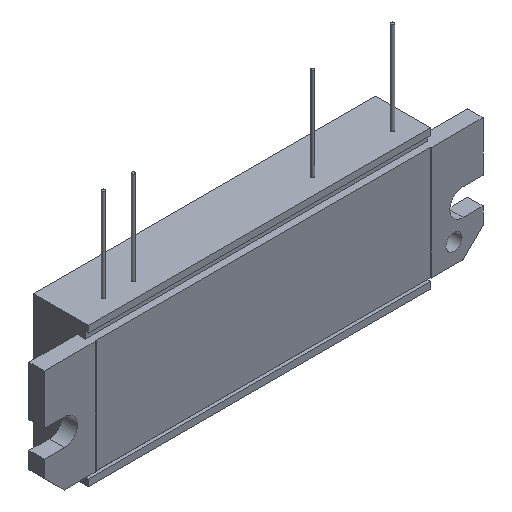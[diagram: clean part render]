
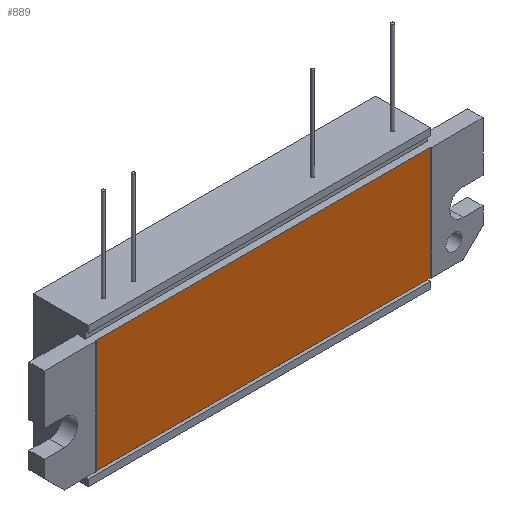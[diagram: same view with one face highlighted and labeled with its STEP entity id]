
A CAD part, isometric view. The second image highlights one B-rep face of the part: STEP entity #889.
In plain terms, the highlighted planar face has unit normal (0, -1, 0).
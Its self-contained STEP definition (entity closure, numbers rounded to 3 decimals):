
#50=FACE_OUTER_BOUND('',#105,.T.);
#105=EDGE_LOOP('',(#597,#598,#599,#600));
#162=LINE('',#1289,#273);
#166=LINE('',#1298,#277);
#168=LINE('',#1301,#279);
#169=LINE('',#1302,#280);
#273=VECTOR('',#1036,10.);
#277=VECTOR('',#1042,10.);
#279=VECTOR('',#1046,10.);
#280=VECTOR('',#1047,10.);
#384=VERTEX_POINT('',#1286);
#385=VERTEX_POINT('',#1288);
#388=VERTEX_POINT('',#1295);
#389=VERTEX_POINT('',#1297);
#466=EDGE_CURVE('',#384,#385,#162,.T.);
#470=EDGE_CURVE('',#388,#389,#166,.T.);
#472=EDGE_CURVE('',#385,#388,#168,.T.);
#473=EDGE_CURVE('',#389,#384,#169,.T.);
#597=ORIENTED_EDGE('',*,*,#470,.F.);
#598=ORIENTED_EDGE('',*,*,#472,.F.);
#599=ORIENTED_EDGE('',*,*,#466,.F.);
#600=ORIENTED_EDGE('',*,*,#473,.F.);
#841=PLANE('',#963);
#889=ADVANCED_FACE('',(#50),#841,.F.);
#963=AXIS2_PLACEMENT_3D('',#1300,#1044,#1045);
#1036=DIRECTION('',(0.,0.,-1.));
#1042=DIRECTION('',(0.,0.,1.));
#1044=DIRECTION('center_axis',(0.,1.,0.));
#1045=DIRECTION('ref_axis',(0.,0.,1.));
#1046=DIRECTION('',(-1.,0.,0.));
#1047=DIRECTION('',(1.,0.,0.));
#1286=CARTESIAN_POINT('',(25.2,0.09,8.5));
#1288=CARTESIAN_POINT('',(25.2,0.09,-8.5));
#1289=CARTESIAN_POINT('',(25.2,0.09,8.5));
#1295=CARTESIAN_POINT('',(-25.2,0.09,-8.5));
#1297=CARTESIAN_POINT('',(-25.2,0.09,8.5));
#1298=CARTESIAN_POINT('',(-25.2,0.09,8.5));
#1300=CARTESIAN_POINT('Origin',(0.,0.09,0.));
#1301=CARTESIAN_POINT('',(15.,0.09,-8.5));
#1302=CARTESIAN_POINT('',(-16.5,0.09,8.5));
